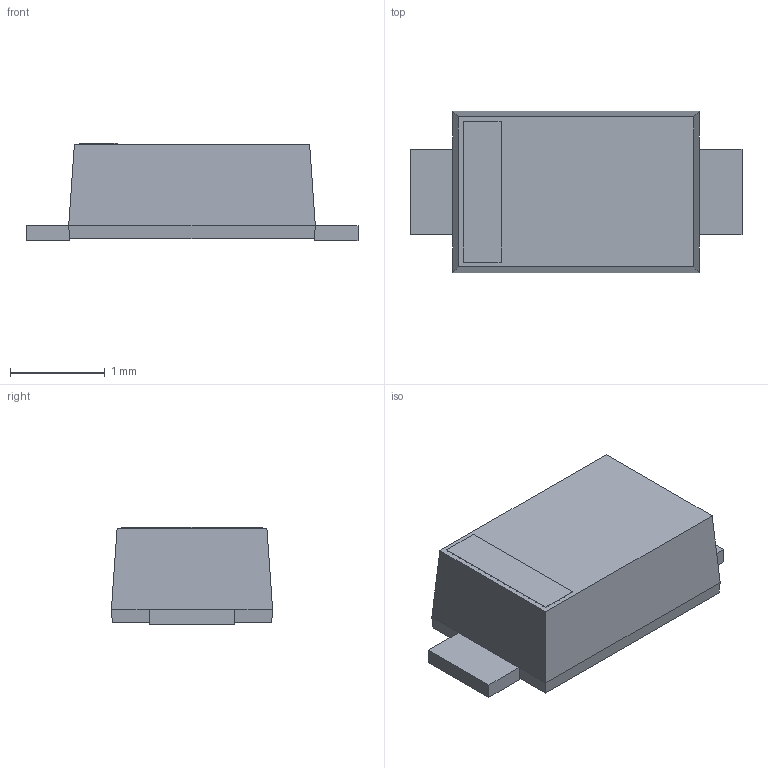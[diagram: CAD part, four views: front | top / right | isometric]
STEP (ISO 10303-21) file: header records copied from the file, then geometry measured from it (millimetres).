
FILE_DESCRIPTION(/* description */ ('model of Nexperia_CFP3_SOD-123W'),/* implementation_level */ '2;1');
FILE_NAME(/* name */ 'Nexperia_CFP3_SOD-123W.step',/* time_stamp */ '2023-01-12T12:00:51',/* author */ ('KiCAD','kicad'),/* organization */ ('OCCT'),/* preprocessor_version */ '',/* originating_system */ 'KiCAD',/* authorisation */ '');
FILE_SCHEMA(('AUTOMOTIVE_DESIGN { 1 0 10303 214 1 1 1 1 }'));
Length unit declared in the file: millimetre
Products named in the file (9): CQ assembly; 6081697a-9268-11ed-8af4-a0cec80452fd; 6081697a-9268-11ed-8af4-a0cec80452fd_part; 60816e3e-9268-11ed-8af4-a0cec80452fd; 60816e3e-9268-11ed-8af4-a0cec80452fd_part; 6081710e-9268-11ed-8af4-a0cec80452fd; 6081710e-9268-11ed-8af4-a0cec80452fd_part; 6081737a-9268-11ed-8af4-a0cec80452fd; 6081737a-9268-11ed-8af4-a0cec80452fd_part
Assembly tree (8 placements, depth 4):
  CQ assembly
    6081697a-9268-11ed-8af4-a0cec80452fd
      6081697a-9268-11ed-8af4-a0cec80452fd_part
      60816e3e-9268-11ed-8af4-a0cec80452fd
        60816e3e-9268-11ed-8af4-a0cec80452fd_part
      6081710e-9268-11ed-8af4-a0cec80452fd
        6081710e-9268-11ed-8af4-a0cec80452fd_part
      6081737a-9268-11ed-8af4-a0cec80452fd
        6081737a-9268-11ed-8af4-a0cec80452fd_part
Bounding box: 3.5 x 1.7 x 1.03 mm (x, y, z)
Volume: 4.3 mm3; surface area: 20.5 mm2
Topology: 4 solids, 4 shells, 38 faces, 78 edges, 48 vertices
Faces by surface type: plane 28, bspline 10
Entity records: 1156 total; most frequent: CARTESIAN_POINT 235, ORIENTED_EDGE 156, DIRECTION 140, EDGE_CURVE 78, LINE 66, VECTOR 66, VERTEX_POINT 48, ADVANCED_FACE 38
